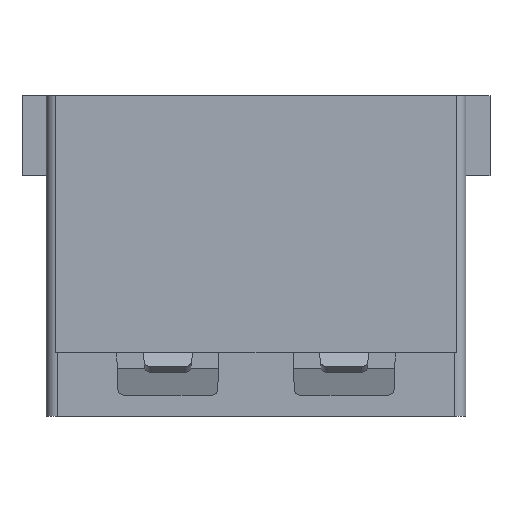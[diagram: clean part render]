
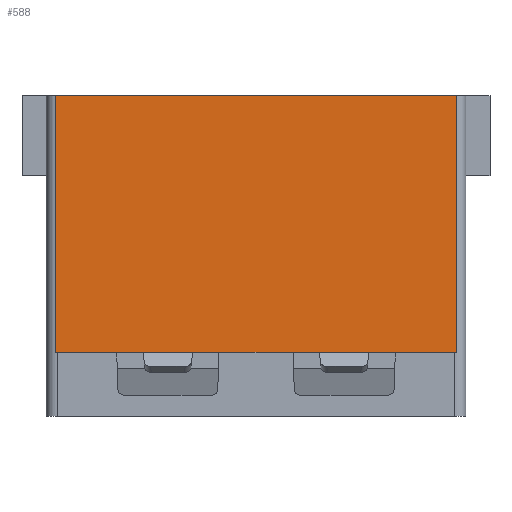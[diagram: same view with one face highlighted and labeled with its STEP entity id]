
A CAD part, top view. The second image highlights one B-rep face of the part: STEP entity #588.
In plain terms, the highlighted planar face has unit normal (0, 0, 1).
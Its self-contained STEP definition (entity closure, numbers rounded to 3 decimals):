
#588 = ADVANCED_FACE( '', ( #1522 ), #1523, .F. );
#1522 = FACE_OUTER_BOUND( '', #2860, .T. );
#1523 = PLANE( '', #2861 );
#2860 = EDGE_LOOP( '', ( #4329, #4330, #4331, #4332 ) );
#2861 = AXIS2_PLACEMENT_3D( '', #4333, #4334, #4335 );
#4329 = ORIENTED_EDGE( '', *, *, #8498, .F. );
#4330 = ORIENTED_EDGE( '', *, *, #8499, .F. );
#4331 = ORIENTED_EDGE( '', *, *, #8500, .F. );
#4332 = ORIENTED_EDGE( '', *, *, #8501, .F. );
#4333 = CARTESIAN_POINT( '', ( 0., 0., 0.05 ) );
#4334 = DIRECTION( '', ( 0., 0., -1. ) );
#4335 = DIRECTION( '', ( -1., 0., 0. ) );
#8498 = EDGE_CURVE( '', #10265, #10266, #10267, .T. );
#8499 = EDGE_CURVE( '', #10268, #10265, #10269, .T. );
#8500 = EDGE_CURVE( '', #10270, #10268, #10271, .T. );
#8501 = EDGE_CURVE( '', #10266, #10270, #10272, .T. );
#10265 = VERTEX_POINT( '', #12835 );
#10266 = VERTEX_POINT( '', #12836 );
#10267 = LINE( '', #12837, #12838 );
#10268 = VERTEX_POINT( '', #12839 );
#10269 = LINE( '', #12840, #12841 );
#10270 = VERTEX_POINT( '', #12842 );
#10271 = LINE( '', #12843, #12844 );
#10272 = LINE( '', #12845, #12846 );
#12835 = CARTESIAN_POINT( '', ( 6.25, 4., 0.05 ) );
#12836 = CARTESIAN_POINT( '', ( 6.25, -4., 0.05 ) );
#12837 = CARTESIAN_POINT( '', ( 6.25, 4., 0.05 ) );
#12838 = VECTOR( '', #16172, 1000. );
#12839 = CARTESIAN_POINT( '', ( -6.25, 4., 0.05 ) );
#12840 = CARTESIAN_POINT( '', ( -6.25, 4., 0.05 ) );
#12841 = VECTOR( '', #16173, 1000. );
#12842 = CARTESIAN_POINT( '', ( -6.25, -4., 0.05 ) );
#12843 = CARTESIAN_POINT( '', ( -6.25, -4., 0.05 ) );
#12844 = VECTOR( '', #16174, 1000. );
#12845 = CARTESIAN_POINT( '', ( 6.25, -4., 0.05 ) );
#12846 = VECTOR( '', #16175, 1000. );
#16172 = DIRECTION( '', ( 0., -1., 0. ) );
#16173 = DIRECTION( '', ( 1., 0., 0. ) );
#16174 = DIRECTION( '', ( 0., 1., 0. ) );
#16175 = DIRECTION( '', ( -1., 0., 0. ) );
